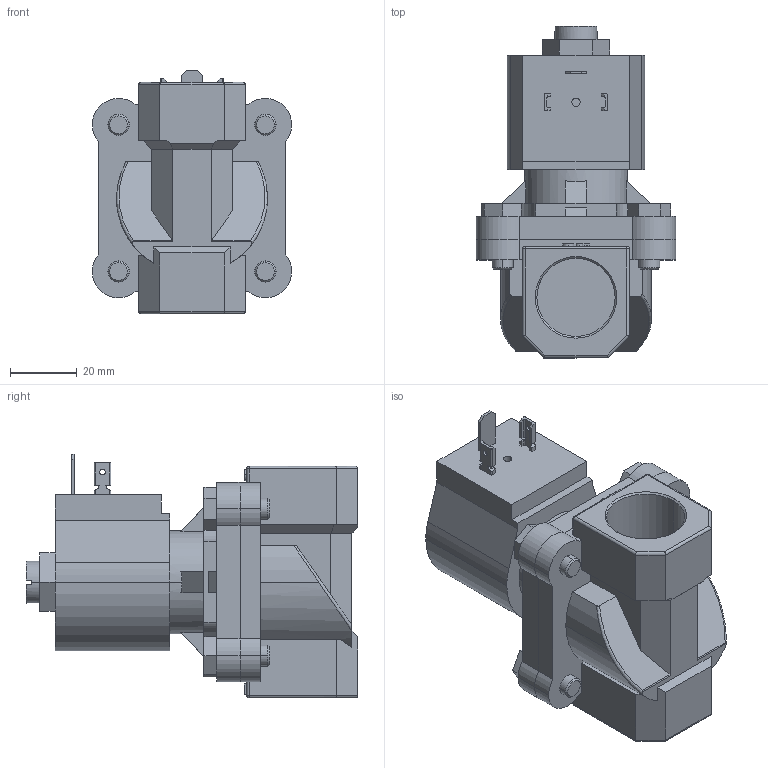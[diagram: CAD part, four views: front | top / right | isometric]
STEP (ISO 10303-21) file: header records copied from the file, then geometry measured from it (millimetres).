
FILE_DESCRIPTION (( 'STEP AP203' ), '1' );
FILE_NAME ('NS211YF02CPEG5.step', '2022-03-01T17:15:15', ( '' ), ( '' ), 'SwSTEP 2.0', 'SolidWorks 2021', '' );
FILE_SCHEMA (( 'CONFIG_CONTROL_DESIGN' ));
Length unit declared in the file: inch
Products named in the file (1): NS211YF02CPEG5
Bounding box: 59.69 x 99.31 x 73.03 mm (x, y, z)
Volume: 163827.9 mm3; surface area: 44094.6 mm2
Topology: 11 solids, 11 shells, 387 faces, 1006 edges, 656 vertices
Faces by surface type: plane 241, cylinder 113, bspline 17, cone 12, sphere 4
Entity records: 13057 total; most frequent: CARTESIAN_POINT 3499, ORIENTED_EDGE 2004, DIRECTION 1887, EDGE_CURVE 1002, VECTOR 711, LINE 711, VERTEX_POINT 656, AXIS2_PLACEMENT_3D 588
